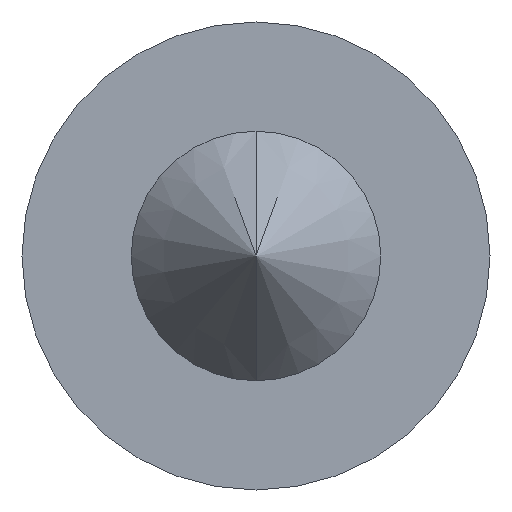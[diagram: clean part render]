
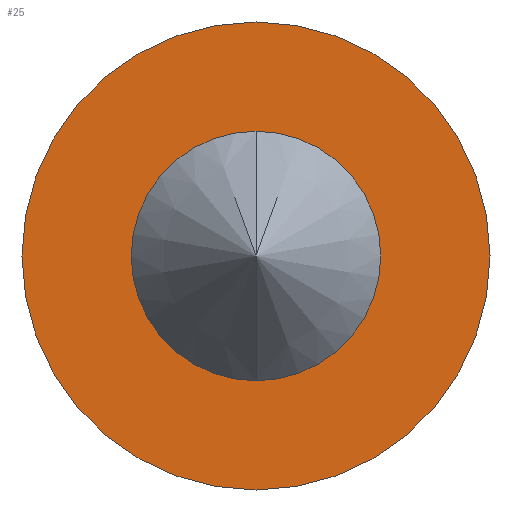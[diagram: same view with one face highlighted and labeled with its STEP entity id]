
A CAD part, front view. The second image highlights one B-rep face of the part: STEP entity #25.
In plain terms, the highlighted planar face has unit normal (0, -1, 0).
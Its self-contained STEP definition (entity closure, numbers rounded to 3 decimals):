
#6 = CIRCLE ( 'NONE', #733, 3.5 ) ;
#25 = ADVANCED_FACE ( 'NONE', ( #641, #705 ), #281, .T. ) ;
#39 = EDGE_CURVE ( 'NONE', #769, #768, #6, .T. ) ;
#86 = EDGE_CURVE ( 'NONE', #767, #785, #124, .T. ) ;
#93 = EDGE_CURVE ( 'NONE', #785, #767, #128, .T. ) ;
#105 = EDGE_CURVE ( 'NONE', #768, #769, #134, .T. ) ;
#124 = CIRCLE ( 'NONE', #924, 7.5 ) ;
#128 = CIRCLE ( 'NONE', #815, 7.5 ) ;
#134 = CIRCLE ( 'NONE', #828, 3.5 ) ;
#187 = CARTESIAN_POINT ( 'NONE',  ( 0., 0., -7.5 ) ) ;
#188 = CARTESIAN_POINT ( 'NONE',  ( 0., 0., -3.5 ) ) ;
#189 = CARTESIAN_POINT ( 'NONE',  ( 0., 0., 3.5 ) ) ;
#205 = CARTESIAN_POINT ( 'NONE',  ( 0., 0., 7.5 ) ) ;
#281 = PLANE ( 'NONE',  #708 ) ;
#282 = CARTESIAN_POINT ( 'NONE',  ( 0., 0., 3. ) ) ;
#283 = DIRECTION ( 'NONE',  ( 0., -1., 0. ) ) ;
#284 = DIRECTION ( 'NONE',  ( 0., 0., -1. ) ) ;
#354 = ORIENTED_EDGE ( 'NONE', *, *, #105, .T. ) ;
#355 = ORIENTED_EDGE ( 'NONE', *, *, #39, .T. ) ;
#356 = ORIENTED_EDGE ( 'NONE', *, *, #86, .F. ) ;
#357 = ORIENTED_EDGE ( 'NONE', *, *, #93, .F. ) ;
#467 = CARTESIAN_POINT ( 'NONE',  ( 0., 0., 0. ) ) ;
#471 = CARTESIAN_POINT ( 'NONE',  ( 0., 0., 0. ) ) ;
#475 = DIRECTION ( 'NONE',  ( 0., 1., 0. ) ) ;
#476 = DIRECTION ( 'NONE',  ( 0., 0., -1. ) ) ;
#542 = DIRECTION ( 'NONE',  ( 0., 1., 0. ) ) ;
#543 = DIRECTION ( 'NONE',  ( 0., 0., 1. ) ) ;
#559 = CARTESIAN_POINT ( 'NONE',  ( 0., 0., 0. ) ) ;
#563 = DIRECTION ( 'NONE',  ( 0., 1., 0. ) ) ;
#564 = DIRECTION ( 'NONE',  ( 0., 0., 1. ) ) ;
#592 = CARTESIAN_POINT ( 'NONE',  ( 0., 0., 0. ) ) ;
#599 = DIRECTION ( 'NONE',  ( 0., 1., 0. ) ) ;
#600 = DIRECTION ( 'NONE',  ( 0., 0., -1. ) ) ;
#641 = FACE_BOUND ( 'NONE', #811, .T. ) ;
#705 = FACE_OUTER_BOUND ( 'NONE', #878, .T. ) ;
#708 = AXIS2_PLACEMENT_3D ( 'NONE', #282, #283, #284 ) ;
#733 = AXIS2_PLACEMENT_3D ( 'NONE', #471, #475, #476 ) ;
#767 = VERTEX_POINT ( 'NONE', #187 ) ;
#768 = VERTEX_POINT ( 'NONE', #188 ) ;
#769 = VERTEX_POINT ( 'NONE', #189 ) ;
#785 = VERTEX_POINT ( 'NONE', #205 ) ;
#811 = EDGE_LOOP ( 'NONE', ( #354, #355 ) ) ;
#815 = AXIS2_PLACEMENT_3D ( 'NONE', #559, #563, #564 ) ;
#828 = AXIS2_PLACEMENT_3D ( 'NONE', #592, #599, #600 ) ;
#878 = EDGE_LOOP ( 'NONE', ( #357, #356 ) ) ;
#924 = AXIS2_PLACEMENT_3D ( 'NONE', #467, #542, #543 ) ;
